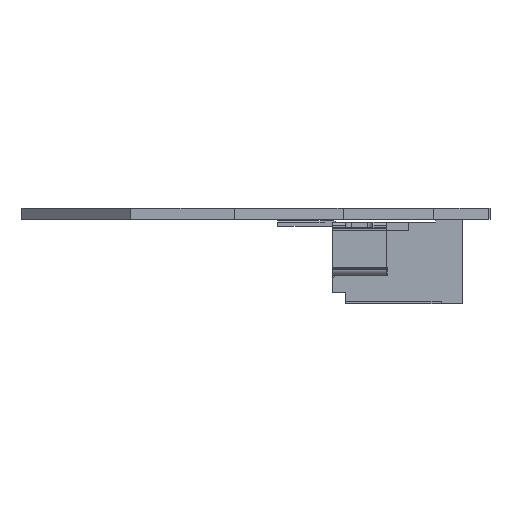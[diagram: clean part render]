
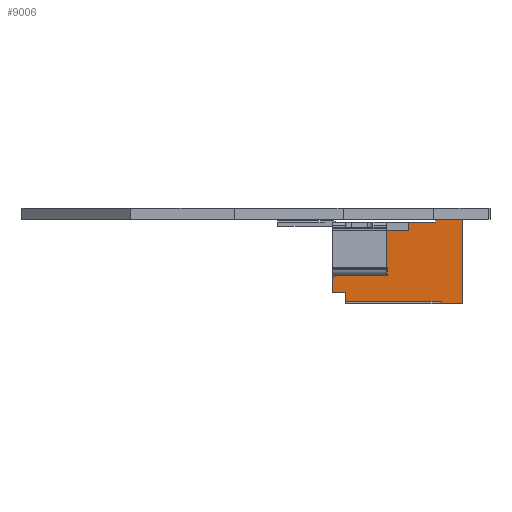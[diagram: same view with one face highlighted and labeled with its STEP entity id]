
A CAD part, left-side view. The second image highlights one B-rep face of the part: STEP entity #9006.
In plain terms, the highlighted face is planar.
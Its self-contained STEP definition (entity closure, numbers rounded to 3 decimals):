
#2625 = VERTEX_POINT('',#2626);
#2626 = CARTESIAN_POINT('',(7.9,2.05,2.));
#4112 = VERTEX_POINT('',#4113);
#4113 = CARTESIAN_POINT('',(7.9,1.77,0.));
#4119 = EDGE_CURVE('',#4120,#4112,#4122,.T.);
#4120 = VERTEX_POINT('',#4121);
#4121 = CARTESIAN_POINT('',(7.9,0.4,0.));
#4122 = LINE('',#4123,#4124);
#4123 = CARTESIAN_POINT('',(7.9,0.4,0.));
#4124 = VECTOR('',#4125,1.);
#4125 = DIRECTION('',(0.,1.,0.));
#4192 = VERTEX_POINT('',#4193);
#4193 = CARTESIAN_POINT('',(7.9,2.7,0.));
#4199 = EDGE_CURVE('',#4200,#4192,#4202,.T.);
#4200 = VERTEX_POINT('',#4201);
#4201 = CARTESIAN_POINT('',(7.9,2.17,0.));
#4202 = LINE('',#4203,#4204);
#4203 = CARTESIAN_POINT('',(7.9,2.17,0.));
#4204 = VECTOR('',#4205,1.);
#4205 = DIRECTION('',(0.,1.,0.));
#7270 = VERTEX_POINT('',#7271);
#7271 = CARTESIAN_POINT('',(7.9,3.,0.5));
#7277 = EDGE_CURVE('',#7270,#7278,#7280,.T.);
#7278 = VERTEX_POINT('',#7279);
#7279 = CARTESIAN_POINT('',(7.9,2.7,0.5));
#7280 = LINE('',#7281,#7282);
#7281 = CARTESIAN_POINT('',(7.9,3.,0.5));
#7282 = VECTOR('',#7283,1.);
#7283 = DIRECTION('',(0.,-1.,0.));
#8459 = VERTEX_POINT('',#8460);
#8460 = CARTESIAN_POINT('',(7.9,0.,4.8));
#8466 = EDGE_CURVE('',#8467,#8459,#8469,.T.);
#8467 = VERTEX_POINT('',#8468);
#8468 = CARTESIAN_POINT('',(7.9,3.1,4.8));
#8469 = LINE('',#8470,#8471);
#8470 = CARTESIAN_POINT('',(7.9,3.1,4.8));
#8471 = VECTOR('',#8472,1.);
#8472 = DIRECTION('',(0.,-1.,0.));
#8931 = EDGE_CURVE('',#8932,#8467,#8934,.T.);
#8932 = VERTEX_POINT('',#8933);
#8933 = CARTESIAN_POINT('',(7.9,3.1,4.));
#8934 = LINE('',#8935,#8936);
#8935 = CARTESIAN_POINT('',(7.9,3.1,4.));
#8936 = VECTOR('',#8937,1.);
#8937 = DIRECTION('',(0.,0.,1.));
#8988 = VERTEX_POINT('',#8989);
#8989 = CARTESIAN_POINT('',(7.9,3.,4.));
#8995 = EDGE_CURVE('',#7270,#8988,#8996,.T.);
#8996 = LINE('',#8997,#8998);
#8997 = CARTESIAN_POINT('',(7.9,3.,0.5));
#8998 = VECTOR('',#8999,1.);
#8999 = DIRECTION('',(0.,0.,1.));
#9006 = ADVANCED_FACE('',(#9007),#9101,.T.);
#9007 = FACE_BOUND('',#9008,.T.);
#9008 = EDGE_LOOP('',(#9009,#9017,#9018,#9024,#9025,#9026,#9032,#9033,
    #9034,#9042,#9050,#9058,#9066,#9072,#9073,#9081,#9089,#9095));
#9009 = ORIENTED_EDGE('',*,*,#9010,.F.);
#9010 = EDGE_CURVE('',#4200,#9011,#9013,.T.);
#9011 = VERTEX_POINT('',#9012);
#9012 = CARTESIAN_POINT('',(7.9,2.05,0.12));
#9013 = LINE('',#9014,#9015);
#9014 = CARTESIAN_POINT('',(7.9,2.17,0.));
#9015 = VECTOR('',#9016,1.);
#9016 = DIRECTION('',(0.,-0.707,0.707));
#9017 = ORIENTED_EDGE('',*,*,#4199,.T.);
#9018 = ORIENTED_EDGE('',*,*,#9019,.T.);
#9019 = EDGE_CURVE('',#4192,#7278,#9020,.T.);
#9020 = LINE('',#9021,#9022);
#9021 = CARTESIAN_POINT('',(7.9,2.7,0.));
#9022 = VECTOR('',#9023,1.);
#9023 = DIRECTION('',(0.,0.,1.));
#9024 = ORIENTED_EDGE('',*,*,#7277,.F.);
#9025 = ORIENTED_EDGE('',*,*,#8995,.T.);
#9026 = ORIENTED_EDGE('',*,*,#9027,.F.);
#9027 = EDGE_CURVE('',#8932,#8988,#9028,.T.);
#9028 = LINE('',#9029,#9030);
#9029 = CARTESIAN_POINT('',(7.9,3.1,4.));
#9030 = VECTOR('',#9031,1.);
#9031 = DIRECTION('',(0.,-1.,0.));
#9032 = ORIENTED_EDGE('',*,*,#8931,.T.);
#9033 = ORIENTED_EDGE('',*,*,#8466,.T.);
#9034 = ORIENTED_EDGE('',*,*,#9035,.T.);
#9035 = EDGE_CURVE('',#8459,#9036,#9038,.T.);
#9036 = VERTEX_POINT('',#9037);
#9037 = CARTESIAN_POINT('',(7.9,0.,3.8));
#9038 = LINE('',#9039,#9040);
#9039 = CARTESIAN_POINT('',(7.9,0.,4.8));
#9040 = VECTOR('',#9041,1.);
#9041 = DIRECTION('',(0.,0.,-1.));
#9042 = ORIENTED_EDGE('',*,*,#9043,.T.);
#9043 = EDGE_CURVE('',#9036,#9044,#9046,.T.);
#9044 = VERTEX_POINT('',#9045);
#9045 = CARTESIAN_POINT('',(7.9,0.1,3.8));
#9046 = LINE('',#9047,#9048);
#9047 = CARTESIAN_POINT('',(7.9,0.,3.8));
#9048 = VECTOR('',#9049,1.);
#9049 = DIRECTION('',(0.,1.,0.));
#9050 = ORIENTED_EDGE('',*,*,#9051,.T.);
#9051 = EDGE_CURVE('',#9044,#9052,#9054,.T.);
#9052 = VERTEX_POINT('',#9053);
#9053 = CARTESIAN_POINT('',(7.9,0.1,2.8));
#9054 = LINE('',#9055,#9056);
#9055 = CARTESIAN_POINT('',(7.9,0.1,3.8));
#9056 = VECTOR('',#9057,1.);
#9057 = DIRECTION('',(0.,0.,-1.));
#9058 = ORIENTED_EDGE('',*,*,#9059,.T.);
#9059 = EDGE_CURVE('',#9052,#9060,#9062,.T.);
#9060 = VERTEX_POINT('',#9061);
#9061 = CARTESIAN_POINT('',(7.9,0.4,2.8));
#9062 = LINE('',#9063,#9064);
#9063 = CARTESIAN_POINT('',(7.9,0.1,2.8));
#9064 = VECTOR('',#9065,1.);
#9065 = DIRECTION('',(0.,1.,0.));
#9066 = ORIENTED_EDGE('',*,*,#9067,.F.);
#9067 = EDGE_CURVE('',#4120,#9060,#9068,.T.);
#9068 = LINE('',#9069,#9070);
#9069 = CARTESIAN_POINT('',(7.9,0.4,0.));
#9070 = VECTOR('',#9071,1.);
#9071 = DIRECTION('',(0.,0.,1.));
#9072 = ORIENTED_EDGE('',*,*,#4119,.T.);
#9073 = ORIENTED_EDGE('',*,*,#9074,.T.);
#9074 = EDGE_CURVE('',#4112,#9075,#9077,.T.);
#9075 = VERTEX_POINT('',#9076);
#9076 = CARTESIAN_POINT('',(7.9,1.77,2.05));
#9077 = LINE('',#9078,#9079);
#9078 = CARTESIAN_POINT('',(7.9,1.77,0.));
#9079 = VECTOR('',#9080,1.);
#9080 = DIRECTION('',(0.,0.,1.));
#9081 = ORIENTED_EDGE('',*,*,#9082,.T.);
#9082 = EDGE_CURVE('',#9075,#9083,#9085,.T.);
#9083 = VERTEX_POINT('',#9084);
#9084 = CARTESIAN_POINT('',(7.9,2.05,2.05));
#9085 = LINE('',#9086,#9087);
#9086 = CARTESIAN_POINT('',(7.9,1.77,2.05));
#9087 = VECTOR('',#9088,1.);
#9088 = DIRECTION('',(0.,1.,0.));
#9089 = ORIENTED_EDGE('',*,*,#9090,.F.);
#9090 = EDGE_CURVE('',#2625,#9083,#9091,.T.);
#9091 = LINE('',#9092,#9093);
#9092 = CARTESIAN_POINT('',(7.9,2.05,2.));
#9093 = VECTOR('',#9094,1.);
#9094 = DIRECTION('',(0.,0.,1.));
#9095 = ORIENTED_EDGE('',*,*,#9096,.F.);
#9096 = EDGE_CURVE('',#9011,#2625,#9097,.T.);
#9097 = LINE('',#9098,#9099);
#9098 = CARTESIAN_POINT('',(7.9,2.05,0.12));
#9099 = VECTOR('',#9100,1.);
#9100 = DIRECTION('',(0.,0.,1.));
#9101 = PLANE('',#9102);
#9102 = AXIS2_PLACEMENT_3D('',#9103,#9104,#9105);
#9103 = CARTESIAN_POINT('',(7.9,0.,0.));
#9104 = DIRECTION('',(1.,0.,0.));
#9105 = DIRECTION('',(-0.,1.,0.));
